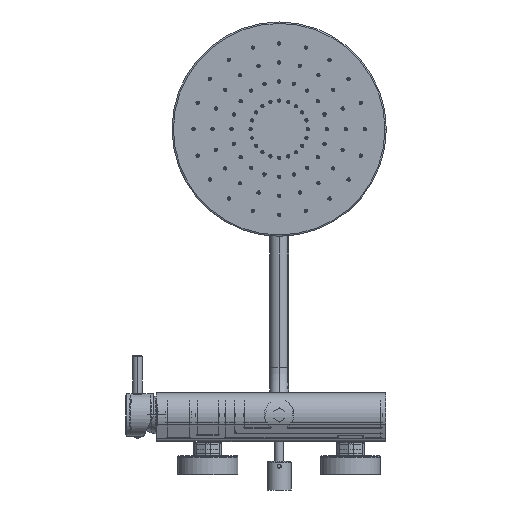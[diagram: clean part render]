
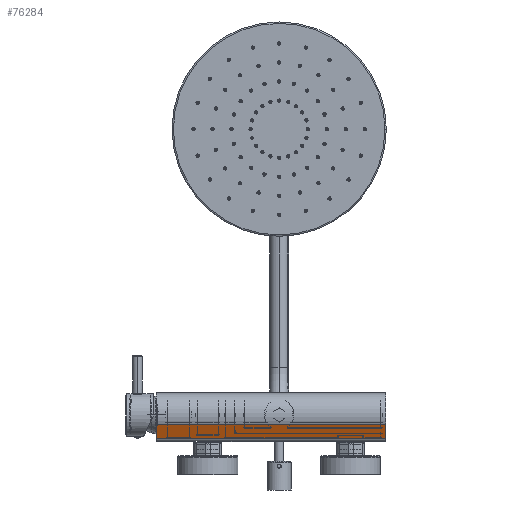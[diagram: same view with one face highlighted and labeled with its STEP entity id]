
A CAD part, front view. The second image highlights one B-rep face of the part: STEP entity #76284.
In plain terms, the highlighted planar face has unit normal (0, -0.904, -0.427).
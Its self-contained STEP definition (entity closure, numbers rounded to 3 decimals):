
#60963=DIRECTION('',(0.,-0.427,0.904));
#60964=VECTOR('',#60963,16.822);
#60965=CARTESIAN_POINT('',(112.,-122.802,-25.133));
#60966=LINE('',#60965,#60964);
#60985=DIRECTION('',(1.,0.,0.));
#60986=VECTOR('',#60985,241.);
#60987=CARTESIAN_POINT('',(-129.,-122.802,-25.133));
#60988=LINE('',#60987,#60986);
#61012=DIRECTION('',(0.,-0.427,0.904));
#61013=VECTOR('',#61012,16.822);
#61014=CARTESIAN_POINT('',(-129.,-122.802,-25.133));
#61015=LINE('',#61014,#61013);
#62820=DIRECTION('',(-1.,0.,0.));
#62821=VECTOR('',#62820,241.);
#62822=CARTESIAN_POINT('',(112.,-129.978,-9.918));
#62823=LINE('',#62822,#62821);
#69036=CARTESIAN_POINT('',(112.,-129.978,-9.918));
#69038=VERTEX_POINT('',#69036);
#69040=CARTESIAN_POINT('',(-129.,-129.978,-9.918));
#69042=VERTEX_POINT('',#69040);
#69044=CARTESIAN_POINT('',(112.,-122.802,-25.133));
#69046=VERTEX_POINT('',#69044);
#69049=CARTESIAN_POINT('',(-129.,-122.802,-25.133));
#69051=VERTEX_POINT('',#69049);
#76271=CARTESIAN_POINT('',(112.,-121.45,-28.));
#76272=DIRECTION('',(0.,-0.904,-0.427));
#76273=DIRECTION('',(0.,-0.427,0.904));
#76274=AXIS2_PLACEMENT_3D('',#76271,#76272,#76273);
#76275=PLANE('',#76274);
#76276=ORIENTED_EDGE('',*,*,#76131,.F.);
#76278=ORIENTED_EDGE('',*,*,#76277,.T.);
#76280=ORIENTED_EDGE('',*,*,#76279,.F.);
#76281=ORIENTED_EDGE('',*,*,#76253,.F.);
#76282=EDGE_LOOP('',(#76276,#76278,#76280,#76281));
#76283=FACE_OUTER_BOUND('',#76282,.F.);
#76284=ADVANCED_FACE('',(#76283),#76275,.T.);
#76131=EDGE_CURVE('',#69051,#69046,#60988,.T.);
#76253=EDGE_CURVE('',#69046,#69038,#60966,.T.);
#76277=EDGE_CURVE('',#69051,#69042,#61015,.T.);
#76279=EDGE_CURVE('',#69038,#69042,#62823,.T.);
